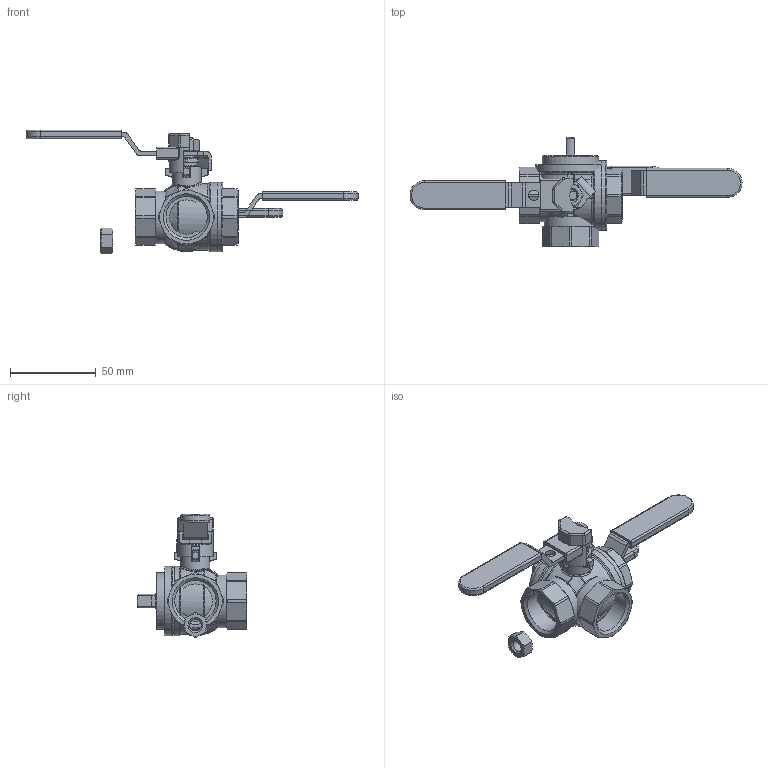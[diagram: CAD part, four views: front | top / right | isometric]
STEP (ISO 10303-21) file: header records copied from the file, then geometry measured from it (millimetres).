
FILE_DESCRIPTION( ( 'Unknown' ), '1' );
FILE_NAME( '9350-05_STEP-KUNDE.stp', 'Unknown', ( 'Unknown' ), ( 'Unknown' ), 'PSStep 13.0', 'Unknown', ' ' );
FILE_SCHEMA( ( 'AUTOMOTIVE_DESIGN { 1 0 10303 214 1 1 1 1 }' ) );
Length unit declared in the file: millimetre
Products named in the file (11): Edelstahlgriff-DN10_DN15_DN20; 9380__3_4-oa1; Assem1; Spindel__3_4; Körper__3_4; Stopfbuchse__1_2 - 3_4; Einschraubteil__3_4; Edelstahlgriff_ DN10_DN15_DN20; Schlie_lasche _DN10_DN15_DN20; Edelstahlgriff Ummantelung DN10_DN15_DN20; 600-1_2-Mutter
Bounding box: 193.77 x 64 x 72.26 mm (x, y, z)
Volume: 112021.9 mm3; surface area: 94073.4 mm2
Topology: 23 solids, 23 shells, 1039 faces, 2579 edges, 1610 vertices
Faces by surface type: plane 406, cylinder 338, cone 169, torus 51, bspline 48, sphere 27
Full cylindrical faces by diameter (mm): 6 x3, 6.75 x2, 9 x6, 9.3 x3, 11 x3, 12 x6, 12.376 x6, 14 x3, 17 x3, 20 x6, 24.117 x12, 27 x6, 31 x3, 31.376 x3, 33 x6, 35 x3, 37.2 x3, 39 x3, 40.5 x6
Entity records: 15302 total; most frequent: CARTESIAN_POINT 4289, DIRECTION 1718, ORIENTED_EDGE 1606, EDGE_CURVE 803, AXIS2_PLACEMENT_3D 684, VERTEX_POINT 526, EDGE_LOOP 431, FACE_OUTER_BOUND 386
